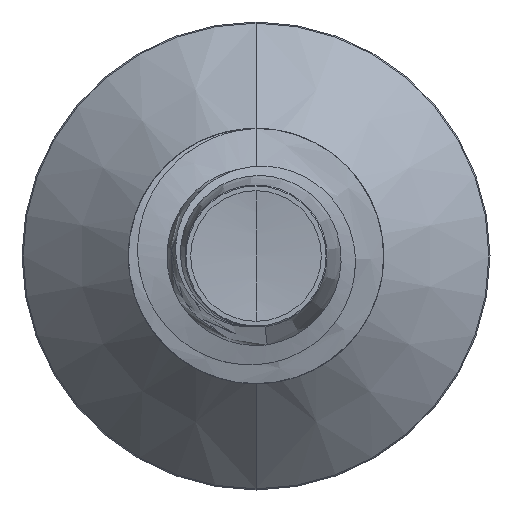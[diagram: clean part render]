
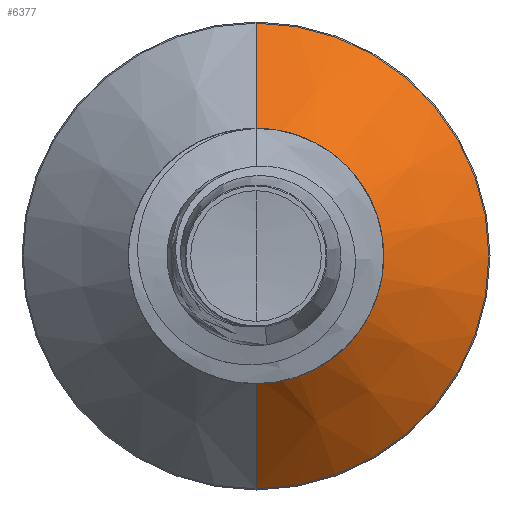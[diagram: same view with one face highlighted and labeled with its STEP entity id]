
A CAD part, front view. The second image highlights one B-rep face of the part: STEP entity #6377.
In plain terms, the highlighted conical face has half-angle 45 degrees and reference radius 1.414 mm.
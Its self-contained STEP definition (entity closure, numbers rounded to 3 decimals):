
#157 = DIRECTION ( 'NONE',  ( 0., 1., 0. ) ) ;
#160 = ORIENTED_EDGE ( 'NONE', *, *, #23904, .T. ) ;
#201 = DIRECTION ( 'NONE',  ( 0., 0., 1. ) ) ;
#550 = CARTESIAN_POINT ( 'NONE',  ( 0., 15.614, 0. ) ) ;
#2774 = CARTESIAN_POINT ( 'NONE',  ( 0., 16.937, -2.737 ) ) ;
#3000 = ORIENTED_EDGE ( 'NONE', *, *, #9983, .T. ) ;
#5307 = CONICAL_SURFACE ( 'NONE', #15836, 1.414, 0.785 ) ;
#5746 = CARTESIAN_POINT ( 'NONE',  ( 0., 15.614, -1.414 ) ) ;
#5995 = FACE_OUTER_BOUND ( 'NONE', #25105, .T. ) ;
#6377 = ADVANCED_FACE ( 'NONE', ( #5995 ), #5307, .T. ) ;
#7440 = CARTESIAN_POINT ( 'NONE',  ( 0., 15.614, 1.414 ) ) ;
#8169 = CARTESIAN_POINT ( 'NONE',  ( 0., 16.937, 0. ) ) ;
#9425 = VECTOR ( 'NONE', #14655, 1000. ) ;
#9983 = EDGE_CURVE ( 'NONE', #15447, #20232, #10578, .T. ) ;
#10495 = DIRECTION ( 'NONE',  ( 0., 0., 1. ) ) ;
#10578 = CIRCLE ( 'NONE', #17935, 1.414 ) ;
#12389 = CARTESIAN_POINT ( 'NONE',  ( 0., 15.614, 1.414 ) ) ;
#12499 = VERTEX_POINT ( 'NONE', #2774 ) ;
#13565 = CIRCLE ( 'NONE', #17162, 2.737 ) ;
#14655 = DIRECTION ( 'NONE',  ( 0., 0.707, 0.707 ) ) ;
#15447 = VERTEX_POINT ( 'NONE', #7440 ) ;
#15567 = DIRECTION ( 'NONE',  ( 0., 0., 1. ) ) ;
#15659 = DIRECTION ( 'NONE',  ( 0., 1., 0. ) ) ;
#15715 = CARTESIAN_POINT ( 'NONE',  ( 0., 15.614, 0. ) ) ;
#15836 = AXIS2_PLACEMENT_3D ( 'NONE', #550, #157, #201 ) ;
#15959 = LINE ( 'NONE', #12389, #9425 ) ;
#17162 = AXIS2_PLACEMENT_3D ( 'NONE', #8169, #22607, #10495 ) ;
#17935 = AXIS2_PLACEMENT_3D ( 'NONE', #15715, #15659, #15567 ) ;
#18151 = CARTESIAN_POINT ( 'NONE',  ( 0., 15.614, -1.414 ) ) ;
#19694 = VECTOR ( 'NONE', #22461, 1000. ) ;
#20232 = VERTEX_POINT ( 'NONE', #18151 ) ;
#21643 = CARTESIAN_POINT ( 'NONE',  ( 0., 16.937, 2.737 ) ) ;
#22458 = EDGE_CURVE ( 'NONE', #15447, #24644, #15959, .T. ) ;
#22461 = DIRECTION ( 'NONE',  ( 0., 0.707, -0.707 ) ) ;
#22607 = DIRECTION ( 'NONE',  ( 0., 1., 0. ) ) ;
#23645 = ORIENTED_EDGE ( 'NONE', *, *, #22458, .F. ) ;
#23904 = EDGE_CURVE ( 'NONE', #20232, #12499, #24273, .T. ) ;
#24161 = EDGE_CURVE ( 'NONE', #24644, #12499, #13565, .T. ) ;
#24273 = LINE ( 'NONE', #5746, #19694 ) ;
#24644 = VERTEX_POINT ( 'NONE', #21643 ) ;
#24738 = ORIENTED_EDGE ( 'NONE', *, *, #24161, .F. ) ;
#25105 = EDGE_LOOP ( 'NONE', ( #3000, #160, #24738, #23645 ) ) ;
